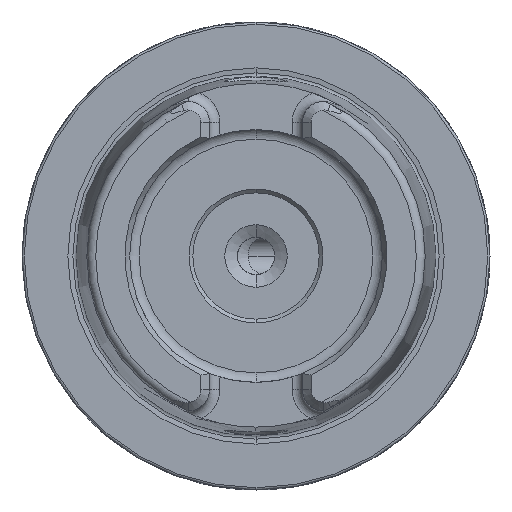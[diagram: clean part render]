
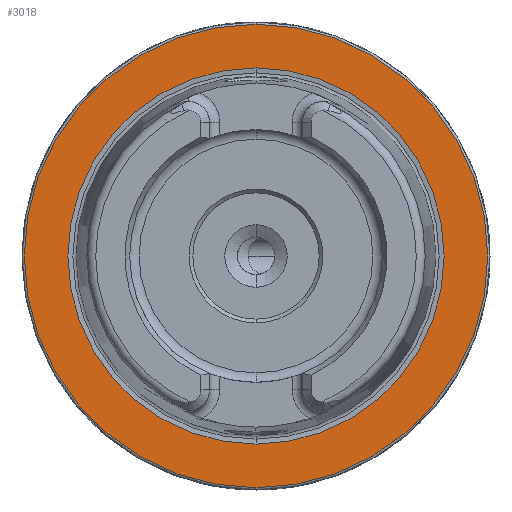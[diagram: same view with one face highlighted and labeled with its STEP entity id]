
A CAD part, left-side view. The second image highlights one B-rep face of the part: STEP entity #3018.
In plain terms, the highlighted planar face has unit normal (-1, 0, 0).
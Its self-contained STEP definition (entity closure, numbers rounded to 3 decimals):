
#102 = CIRCLE ( 'NONE', #1634, 25.324 ) ;
#963 = CARTESIAN_POINT ( 'NONE',  ( 0., 31.2, 0. ) ) ;
#1050 = CARTESIAN_POINT ( 'NONE',  ( 0., 0., 0. ) ) ;
#1475 = CIRCLE ( 'NONE', #6101, 31.2 ) ;
#1538 = VERTEX_POINT ( 'NONE', #17016 ) ;
#1634 = AXIS2_PLACEMENT_3D ( 'NONE', #18110, #8446, #9913 ) ;
#2127 = AXIS2_PLACEMENT_3D ( 'NONE', #1050, #3897, #3777 ) ;
#2418 = CARTESIAN_POINT ( 'NONE',  ( 0., 0., 0. ) ) ;
#3018 = ADVANCED_FACE ( 'NONE', ( #10195, #6027 ), #5065, .F. ) ;
#3098 = CARTESIAN_POINT ( 'NONE',  ( 0., 0., 31.2 ) ) ;
#3324 = CARTESIAN_POINT ( 'NONE',  ( 0., 0., -31.2 ) ) ;
#3458 = EDGE_LOOP ( 'NONE', ( #11590, #14510 ) ) ;
#3731 = CIRCLE ( 'NONE', #7155, 31.2 ) ;
#3777 = DIRECTION ( 'NONE',  ( 0., 0., 1. ) ) ;
#3897 = DIRECTION ( 'NONE',  ( -1., 0., 0. ) ) ;
#4475 = ORIENTED_EDGE ( 'NONE', *, *, #7637, .F. ) ;
#5005 = DIRECTION ( 'NONE',  ( 0., 0., -1. ) ) ;
#5065 = PLANE ( 'NONE',  #5334 ) ;
#5232 = VERTEX_POINT ( 'NONE', #9933 ) ;
#5334 = AXIS2_PLACEMENT_3D ( 'NONE', #963, #12022, #5005 ) ;
#5828 = DIRECTION ( 'NONE',  ( -1., 0., 0. ) ) ;
#6027 = FACE_OUTER_BOUND ( 'NONE', #3458, .T. ) ;
#6101 = AXIS2_PLACEMENT_3D ( 'NONE', #9885, #5828, #7182 ) ;
#7155 = AXIS2_PLACEMENT_3D ( 'NONE', #2418, #9363, #13526 ) ;
#7182 = DIRECTION ( 'NONE',  ( 0., 0., 1. ) ) ;
#7637 = EDGE_CURVE ( 'NONE', #1538, #5232, #10528, .T. ) ;
#8405 = VERTEX_POINT ( 'NONE', #3098 ) ;
#8446 = DIRECTION ( 'NONE',  ( -1., 0., 0. ) ) ;
#8698 = EDGE_CURVE ( 'NONE', #8405, #17129, #3731, .T. ) ;
#9363 = DIRECTION ( 'NONE',  ( -1., 0., 0. ) ) ;
#9768 = EDGE_CURVE ( 'NONE', #17129, #8405, #1475, .T. ) ;
#9885 = CARTESIAN_POINT ( 'NONE',  ( 0., 0., 0. ) ) ;
#9913 = DIRECTION ( 'NONE',  ( 0., 0., 1. ) ) ;
#9933 = CARTESIAN_POINT ( 'NONE',  ( 0., 0., 25.324 ) ) ;
#10165 = ORIENTED_EDGE ( 'NONE', *, *, #17045, .F. ) ;
#10195 = FACE_BOUND ( 'NONE', #14173, .T. ) ;
#10528 = CIRCLE ( 'NONE', #2127, 25.324 ) ;
#11590 = ORIENTED_EDGE ( 'NONE', *, *, #8698, .T. ) ;
#12022 = DIRECTION ( 'NONE',  ( 1., 0., 0. ) ) ;
#13526 = DIRECTION ( 'NONE',  ( 0., 0., 1. ) ) ;
#14173 = EDGE_LOOP ( 'NONE', ( #10165, #4475 ) ) ;
#14510 = ORIENTED_EDGE ( 'NONE', *, *, #9768, .T. ) ;
#17016 = CARTESIAN_POINT ( 'NONE',  ( 0., 0., -25.324 ) ) ;
#17045 = EDGE_CURVE ( 'NONE', #5232, #1538, #102, .T. ) ;
#17129 = VERTEX_POINT ( 'NONE', #3324 ) ;
#18110 = CARTESIAN_POINT ( 'NONE',  ( 0., 0., 0. ) ) ;
